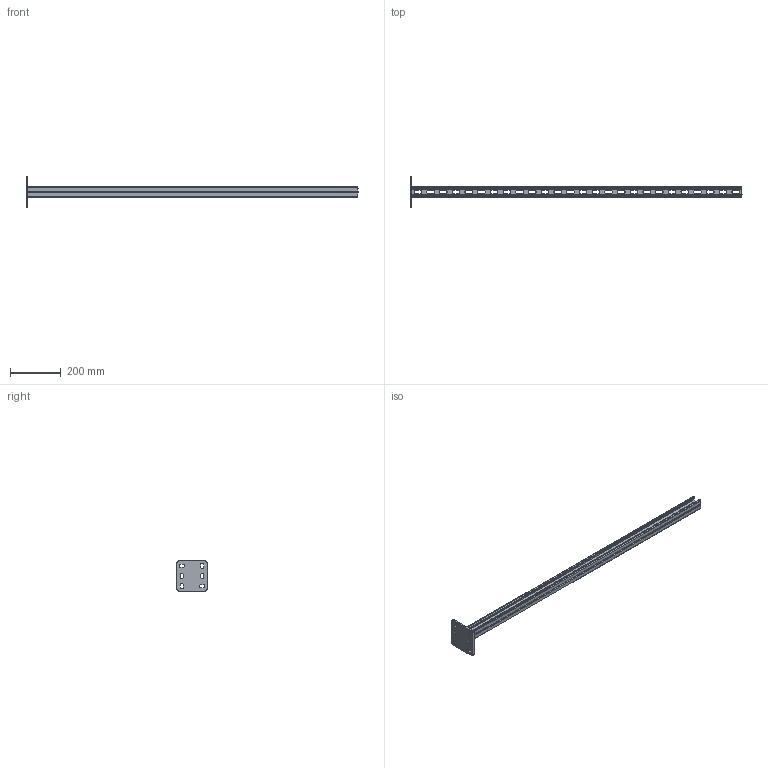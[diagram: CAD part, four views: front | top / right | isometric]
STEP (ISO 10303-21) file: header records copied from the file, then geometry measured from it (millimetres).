
FILE_DESCRIPTION (( 'STEP AP203' ), '1' );
FILE_NAME ('Êðîíøòåéí ïîòîëî÷íûé äâîéíîé_h21-1300.step', '2022-01-27T07:51:29', ( '' ), ( '' ), 'SwSTEP 2.0', 'SolidWorks 2017', '' );
FILE_SCHEMA (( 'CONFIG_CONTROL_DESIGN' ));
Length unit declared in the file: millimetre
Products named in the file (3): Êðîíøòåéí ïîòîëî÷íûé äâîéíîé_h21-1300; Ïÿòêà ïîòîëî÷êàÿ; STRUT-镳铘桦黖h21-1300
Assembly tree (3 placements, depth 2):
  Êðîíøòåéí ïîòîëî÷íûé äâîéíîé_h21-1300
    Ïÿòêà ïîòîëî÷êàÿ
    STRUT-镳铘桦黖h21-1300  x2
Bounding box: 1306 x 120 x 120 mm (x, y, z)
Volume: 640534.1 mm3; surface area: 517685.8 mm2
Topology: 3 solids, 3 shells, 3494 faces, 10462 edges, 6974 vertices
Faces by surface type: plane 3360, cylinder 134
Entity records: 58765 total; most frequent: CARTESIAN_POINT 10574, ORIENTED_EDGE 10564, DIRECTION 8976, EDGE_CURVE 5282, LINE 5130, VECTOR 5130, VERTEX_POINT 3521, AXIS2_PLACEMENT_3D 1923
